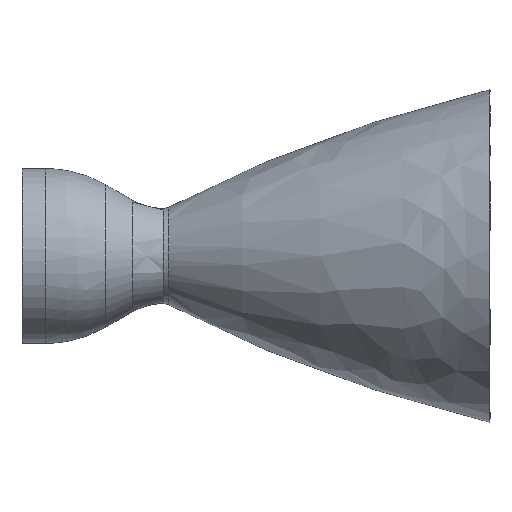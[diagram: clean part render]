
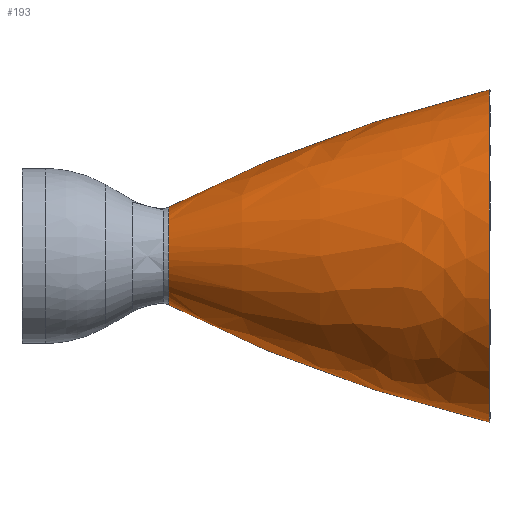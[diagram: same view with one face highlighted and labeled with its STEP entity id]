
A CAD part, front view. The second image highlights one B-rep face of the part: STEP entity #193.
In plain terms, the highlighted free-form (B-spline) face has degree [2, 3] with [3, 4] control points.
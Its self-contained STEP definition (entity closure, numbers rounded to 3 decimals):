
#114 = VERTEX_POINT('',#115);
#115 = CARTESIAN_POINT('',(2333.139,0.,
    -829.74));
#122 = VERTEX_POINT('',#123);
#123 = CARTESIAN_POINT('',(2333.139,0.,829.74));
#157 = VERTEX_POINT('',#158);
#158 = CARTESIAN_POINT('',(734.013,0.,244.708));
#159 = VERTEX_POINT('',#160);
#160 = CARTESIAN_POINT('',(734.013,0.,
    -244.708));
#168 = EDGE_CURVE('',#114,#159,#169,.T.);
#169 = B_SPLINE_CURVE_WITH_KNOTS('',2,(#170,#171,#172),.UNSPECIFIED.,.F.
  ,.F.,(3,3),(0.,1.),.PIECEWISE_BEZIER_KNOTS.);
#170 = CARTESIAN_POINT('',(2333.139,0.,
    -829.74));
#171 = CARTESIAN_POINT('',(1441.968,0.,-612.749));
#172 = CARTESIAN_POINT('',(734.013,0.,
    -244.708));
#175 = EDGE_CURVE('',#122,#157,#176,.T.);
#176 = B_SPLINE_CURVE_WITH_KNOTS('',2,(#177,#178,#179),.UNSPECIFIED.,.F.
  ,.F.,(3,3),(0.,1.),.PIECEWISE_BEZIER_KNOTS.);
#177 = CARTESIAN_POINT('',(2333.139,0.,829.74));
#178 = CARTESIAN_POINT('',(1441.968,0.,
    612.749));
#179 = CARTESIAN_POINT('',(734.013,0.,244.708));
#193 = ADVANCED_FACE('',(#194),#214,.F.);
#194 = FACE_BOUND('',#195,.F.);
#195 = EDGE_LOOP('',(#196,#197,#205,#206));
#196 = ORIENTED_EDGE('',*,*,#168,.T.);
#197 = ORIENTED_EDGE('',*,*,#198,.T.);
#198 = EDGE_CURVE('',#159,#157,#199,.T.);
#199 = ( BOUNDED_CURVE() B_SPLINE_CURVE(2,(#200,#201,#202,#203,#204),
.UNSPECIFIED.,.F.,.F.) B_SPLINE_CURVE_WITH_KNOTS((3,2,3),(3.142,
4.712,6.283),.PIECEWISE_BEZIER_KNOTS.) CURVE() 
GEOMETRIC_REPRESENTATION_ITEM() RATIONAL_B_SPLINE_CURVE((1.,
0.707,1.,0.707,1.)) REPRESENTATION_ITEM('') );
#200 = CARTESIAN_POINT('',(734.013,0.,
    -244.708));
#201 = CARTESIAN_POINT('',(734.013,-244.708,
    -244.708));
#202 = CARTESIAN_POINT('',(734.013,-244.708,
    0.));
#203 = CARTESIAN_POINT('',(734.013,-244.708,
    244.708));
#204 = CARTESIAN_POINT('',(734.013,0.,
    244.708));
#205 = ORIENTED_EDGE('',*,*,#175,.F.);
#206 = ORIENTED_EDGE('',*,*,#207,.F.);
#207 = EDGE_CURVE('',#114,#122,#208,.T.);
#208 = ( BOUNDED_CURVE() B_SPLINE_CURVE(2,(#209,#210,#211,#212,#213),
.UNSPECIFIED.,.F.,.F.) B_SPLINE_CURVE_WITH_KNOTS((3,2,3),(3.142,
4.712,6.283),.PIECEWISE_BEZIER_KNOTS.) CURVE() 
GEOMETRIC_REPRESENTATION_ITEM() RATIONAL_B_SPLINE_CURVE((1.,
0.707,1.,0.707,1.)) REPRESENTATION_ITEM('') );
#209 = CARTESIAN_POINT('',(2333.139,0.,
    -829.74));
#210 = CARTESIAN_POINT('',(2333.139,-829.74,
    -829.74));
#211 = CARTESIAN_POINT('',(2333.139,-829.74,
    0.));
#212 = CARTESIAN_POINT('',(2333.139,-829.74,
    829.74));
#213 = CARTESIAN_POINT('',(2333.139,0.,
    829.74));
#214 = ( BOUNDED_SURFACE() B_SPLINE_SURFACE(2,3,(
    (#215,#216,#217,#218)
    ,(#219,#220,#221,#222)
    ,(#223,#224,#225,#226
)),.UNSPECIFIED.,.F.,.F.,.F.) B_SPLINE_SURFACE_WITH_KNOTS((3,3),(4,4),(
    0.,1.),(0.,1.),.PIECEWISE_BEZIER_KNOTS.) 
GEOMETRIC_REPRESENTATION_ITEM() RATIONAL_B_SPLINE_SURFACE((
    (1.,0.333,0.333,1.)
    ,(1.,0.333,0.333,1.)
,(1.,0.333,0.333,1.
))) REPRESENTATION_ITEM('') SURFACE() );
#215 = CARTESIAN_POINT('',(2333.139,0.,
    -829.74));
#216 = CARTESIAN_POINT('',(2333.139,-1659.48,
    -829.74));
#217 = CARTESIAN_POINT('',(2333.139,-1659.48,
    829.74));
#218 = CARTESIAN_POINT('',(2333.139,0.,
    829.74));
#219 = CARTESIAN_POINT('',(1441.968,0.,
    -612.749));
#220 = CARTESIAN_POINT('',(1441.968,-1225.499,
    -612.749));
#221 = CARTESIAN_POINT('',(1441.968,-1225.499,
    612.749));
#222 = CARTESIAN_POINT('',(1441.968,0.,
    612.749));
#223 = CARTESIAN_POINT('',(734.013,0.,
    -244.708));
#224 = CARTESIAN_POINT('',(734.013,-489.416,
    -244.708));
#225 = CARTESIAN_POINT('',(734.013,-489.416,
    244.708));
#226 = CARTESIAN_POINT('',(734.013,0.,
    244.708));
